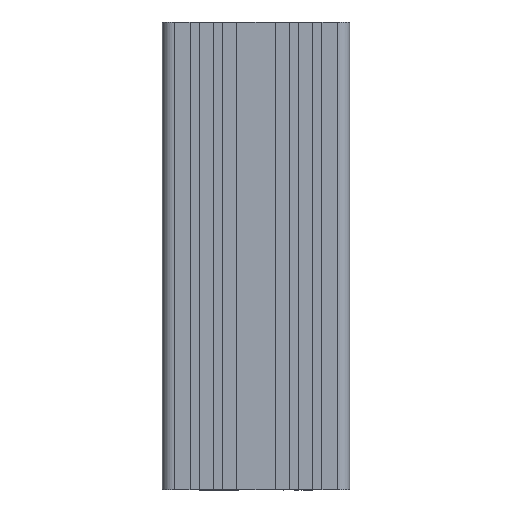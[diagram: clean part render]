
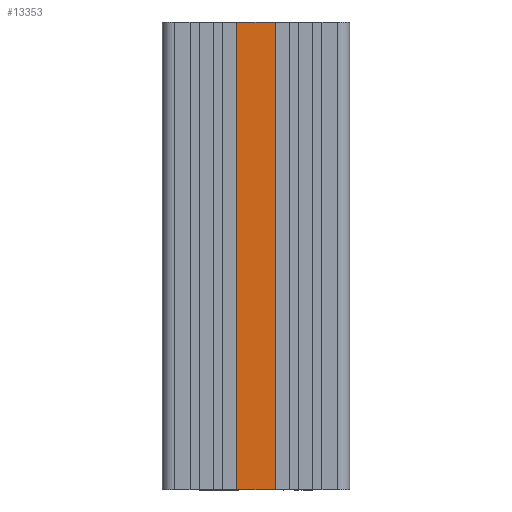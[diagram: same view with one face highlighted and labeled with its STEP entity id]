
A CAD part, left-side view. The second image highlights one B-rep face of the part: STEP entity #13353.
In plain terms, the highlighted planar face has unit normal (-1, 0, 0).
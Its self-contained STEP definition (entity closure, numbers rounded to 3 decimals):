
#1105 = CARTESIAN_POINT ( 'NONE',  ( 6636.045, 2887.793, 100. ) ) ;
#1284 = EDGE_CURVE ( 'NONE', #1675, #12115, #8411, .T. ) ;
#1308 = CARTESIAN_POINT ( 'NONE',  ( 6636.045, 2905.293, 0. ) ) ;
#1431 = DIRECTION ( 'NONE',  ( 0., 0., -1. ) ) ;
#1675 = VERTEX_POINT ( 'NONE', #8692 ) ;
#1940 = ORIENTED_EDGE ( 'NONE', *, *, #5124, .F. ) ;
#1953 = LINE ( 'NONE', #6395, #10238 ) ;
#2196 = DIRECTION ( 'NONE',  ( 0., 0., -1. ) ) ;
#2242 = CARTESIAN_POINT ( 'NONE',  ( 6636.045, 2894.878, 100. ) ) ;
#2248 = VECTOR ( 'NONE', #8548, 1000. ) ;
#2411 = DIRECTION ( 'NONE',  ( 0., 1., 0. ) ) ;
#3408 = EDGE_LOOP ( 'NONE', ( #5766, #12991, #1940, #13952 ) ) ;
#5124 = EDGE_CURVE ( 'NONE', #12115, #12797, #13062, .T. ) ;
#5766 = ORIENTED_EDGE ( 'NONE', *, *, #9157, .F. ) ;
#6260 = LINE ( 'NONE', #12219, #11645 ) ;
#6395 = CARTESIAN_POINT ( 'NONE',  ( 6636.045, 2905.293, 100. ) ) ;
#6510 = AXIS2_PLACEMENT_3D ( 'NONE', #1105, #8669, #2196 ) ;
#7468 = DIRECTION ( 'NONE',  ( 0., -1., 0. ) ) ;
#8411 = LINE ( 'NONE', #1308, #13489 ) ;
#8548 = DIRECTION ( 'NONE',  ( 0., 0., 1. ) ) ;
#8669 = DIRECTION ( 'NONE',  ( 1., 0., 0. ) ) ;
#8692 = CARTESIAN_POINT ( 'NONE',  ( 6636.045, 2880.707, 0. ) ) ;
#9157 = EDGE_CURVE ( 'NONE', #10070, #1675, #6260, .T. ) ;
#9631 = CARTESIAN_POINT ( 'NONE',  ( 6636.045, 2894.878, 0. ) ) ;
#9644 = CARTESIAN_POINT ( 'NONE',  ( 6636.045, 2894.878, 100. ) ) ;
#9786 = CARTESIAN_POINT ( 'NONE',  ( 6636.045, 2880.707, 100. ) ) ;
#10070 = VERTEX_POINT ( 'NONE', #9786 ) ;
#10238 = VECTOR ( 'NONE', #7468, 1000. ) ;
#10253 = FACE_OUTER_BOUND ( 'NONE', #3408, .T. ) ;
#11076 = EDGE_CURVE ( 'NONE', #12797, #10070, #1953, .T. ) ;
#11645 = VECTOR ( 'NONE', #1431, 1000. ) ;
#11879 = PLANE ( 'NONE',  #6510 ) ;
#12115 = VERTEX_POINT ( 'NONE', #9631 ) ;
#12219 = CARTESIAN_POINT ( 'NONE',  ( 6636.045, 2880.707, 100. ) ) ;
#12797 = VERTEX_POINT ( 'NONE', #2242 ) ;
#12991 = ORIENTED_EDGE ( 'NONE', *, *, #11076, .F. ) ;
#13062 = LINE ( 'NONE', #9644, #2248 ) ;
#13353 = ADVANCED_FACE ( 'NONE', ( #10253 ), #11879, .F. ) ;
#13489 = VECTOR ( 'NONE', #2411, 1000. ) ;
#13952 = ORIENTED_EDGE ( 'NONE', *, *, #1284, .F. ) ;
